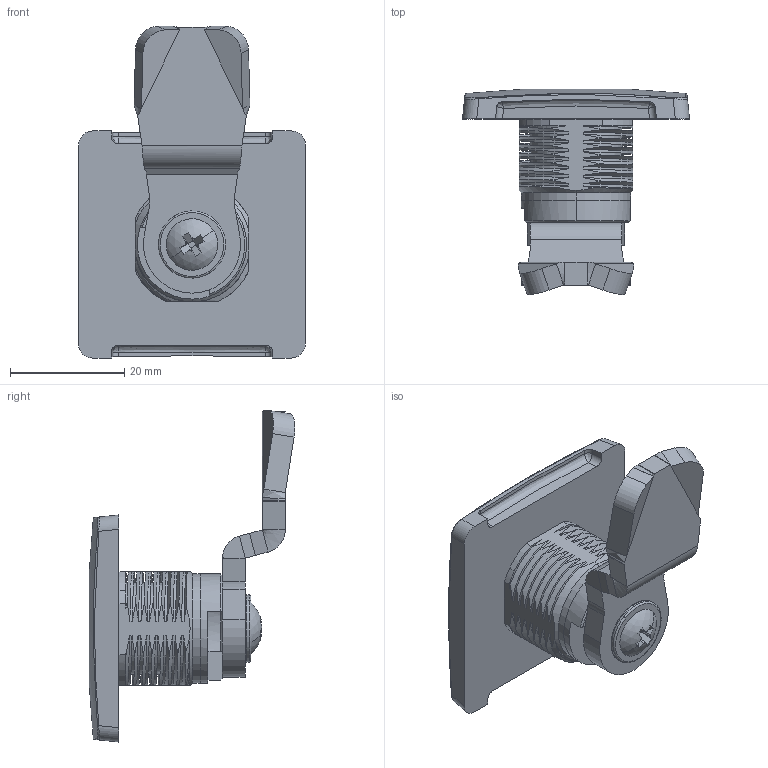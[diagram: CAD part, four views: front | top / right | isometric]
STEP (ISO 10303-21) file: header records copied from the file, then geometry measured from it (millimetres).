
FILE_DESCRIPTION (( 'STEP AP203' ), '1' );
FILE_NAME ('KY415.23.0.1061.0.STEP', '2022-06-15T05:42:04', ( '' ), ( '' ), 'SwSTEP 2.0', 'SolidWorks 2021', '' );
FILE_SCHEMA (( 'CONFIG_CONTROL_DESIGN' ));
Length unit declared in the file: millimetre
Products named in the file (1): KY415.23.0.1061.0
Bounding box: 39.7 x 35.95 x 58.05 mm (x, y, z)
Surface area: 9038.7 mm2 (no closed solid volume)
Topology: 0 solids, 6 shells, 251 faces, 752 edges, 485 vertices
Faces by surface type: bspline 82, cylinder 79, plane 74, torus 8, cone 6, sphere 2
Entity records: 29916 total; most frequent: CARTESIAN_POINT 24275, ORIENTED_EDGE 1371, DIRECTION 831, EDGE_CURVE 748, VERTEX_POINT 485, AXIS2_PLACEMENT_3D 285, VECTOR 261, LINE 261
